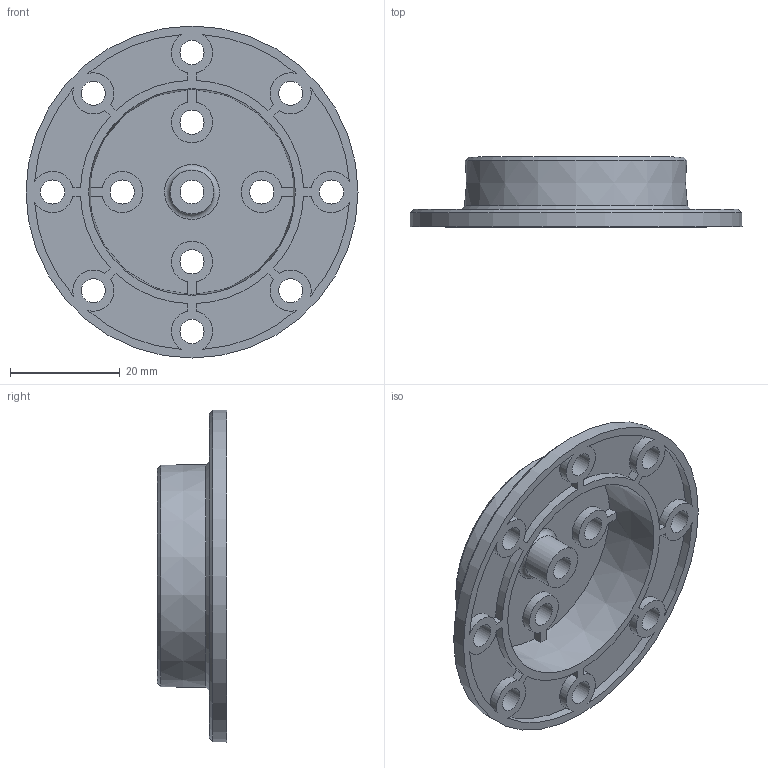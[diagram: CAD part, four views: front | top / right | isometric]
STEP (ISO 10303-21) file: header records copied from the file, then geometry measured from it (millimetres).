
FILE_DESCRIPTION(/* description */ (''),/* implementation_level */ '2;1');
FILE_NAME(/* name */ '2.6'''' diameter Turntable Bearing\276-1810-007_ANY.ipt.step',/* time_stamp */ '2020-04-16T22:54:08-04:00',/* author */ ('Jordan'),/* organization */ (''),/* preprocessor_version */ 'ST-DEVELOPER v17',/* originating_system */ 'Autodesk Inventor 2019',/* authorisation */ '');
FILE_SCHEMA (('AUTOMOTIVE_DESIGN { 1 0 10303 214 3 1 1 }'));
Length unit declared in the file: inch
Products named in the file (1): 276-1810-007_ANY
Bounding box: 60.45 x 12.7 x 60.45 mm (x, y, z)
Volume: 7331.5 mm3; surface area: 9953 mm2
Topology: 1 solids, 1 shells, 100 faces, 296 edges, 210 vertices
Faces by surface type: cylinder 51, plane 42, cone 6, torus 1
Full cylindrical faces by diameter (mm): 4.3 x1, 4.4 x12, 6.985 x1, 8 x1
Entity records: 3767 total; most frequent: CARTESIAN_POINT 805, DIRECTION 653, ORIENTED_EDGE 592, EDGE_CURVE 296, AXIS2_PLACEMENT_3D 259, VERTEX_POINT 210, CIRCLE 158, EDGE_LOOP 138
